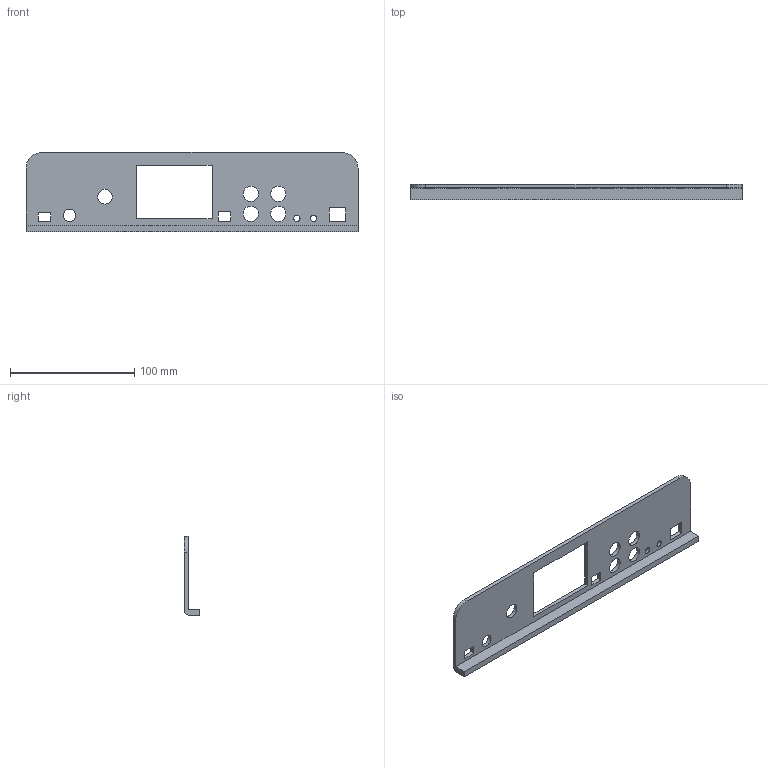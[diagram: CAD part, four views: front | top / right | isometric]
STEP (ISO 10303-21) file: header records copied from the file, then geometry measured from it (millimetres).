
FILE_DESCRIPTION( ( '' ), ' ' );
FILE_NAME( '5d7b997d85dcca165927b41d.step', '2019-09-13T13:28:29', ( '' ), ( '' ), ' ', ' ', ' ' );
FILE_SCHEMA( ( 'AUTOMOTIVE_DESIGN { 1 0 10303 214 1 1 1 1 }' ) );
Length unit declared in the file: metre
Products named in the file (1): Part 1
Bounding box: 266.7 x 12.7 x 63.5 mm (x, y, z)
Volume: 53493.3 mm3; surface area: 34971.3 mm2
Topology: 1 solids, 1 shells, 35 faces, 99 edges, 66 vertices
Faces by surface type: plane 24, cylinder 11
Full cylindrical faces by diameter (mm): 5 x2, 10 x1, 11.811 x1, 12.35 x4
Entity records: 1439 total; most frequent: CARTESIAN_POINT 193, DIRECTION 185, ORIENTED_EDGE 182, EDGE_CURVE 91, LINE 69, VECTOR 69, EDGE_LOOP 67, VERTEX_POINT 66
